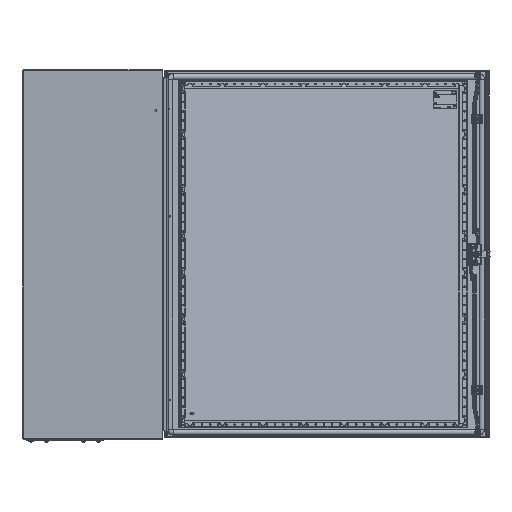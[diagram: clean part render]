
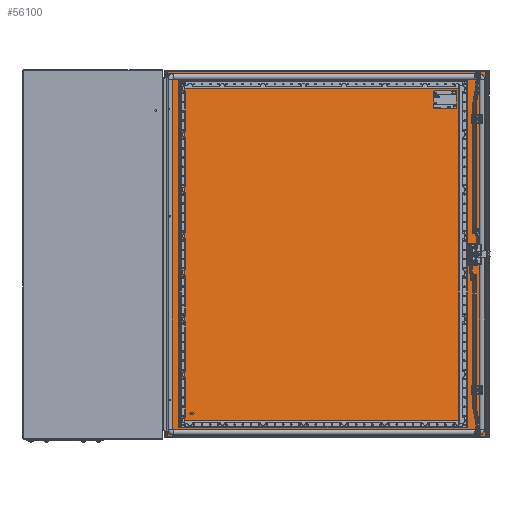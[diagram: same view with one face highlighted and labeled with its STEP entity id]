
A CAD part, left-side view. The second image highlights one B-rep face of the part: STEP entity #56100.
In plain terms, the highlighted face is planar.
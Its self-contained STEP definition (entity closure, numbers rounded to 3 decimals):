
#1828=LINE('',#81226,#5470);
#1831=LINE('',#81232,#5473);
#1833=LINE('',#81236,#5475);
#1835=LINE('',#81240,#5477);
#1839=LINE('',#81353,#5481);
#1867=LINE('',#81577,#5509);
#1873=LINE('',#81756,#5515);
#1879=LINE('',#81935,#5521);
#5470=VECTOR('',#68077,1000.);
#5473=VECTOR('',#68082,1000.);
#5475=VECTOR('',#68086,1000.);
#5477=VECTOR('',#68090,1000.);
#5481=VECTOR('',#68102,1000.);
#5509=VECTOR('',#68146,1000.);
#5515=VECTOR('',#68158,1000.);
#5521=VECTOR('',#68170,1000.);
#13432=ORIENTED_EDGE('',*,*,#23437,.T.);
#13433=ORIENTED_EDGE('',*,*,#23486,.T.);
#13434=ORIENTED_EDGE('',*,*,#23444,.T.);
#13435=ORIENTED_EDGE('',*,*,#23476,.F.);
#13436=ORIENTED_EDGE('',*,*,#23496,.F.);
#13437=ORIENTED_EDGE('',*,*,#23429,.F.);
#13438=ORIENTED_EDGE('',*,*,#23436,.F.);
#13439=ORIENTED_EDGE('',*,*,#23434,.F.);
#13440=ORIENTED_EDGE('',*,*,#23432,.F.);
#23429=EDGE_CURVE('',#28940,#28941,#1828,.T.);
#23432=EDGE_CURVE('',#28941,#28942,#1831,.T.);
#23434=EDGE_CURVE('',#28942,#28943,#1833,.T.);
#23436=EDGE_CURVE('',#28943,#28940,#1835,.T.);
#23437=EDGE_CURVE('',#28945,#28945,#32777,.T.);
#23444=EDGE_CURVE('',#28948,#28950,#1839,.T.);
#23476=EDGE_CURVE('',#28968,#28950,#1867,.T.);
#23486=EDGE_CURVE('',#28971,#28948,#1873,.T.);
#23496=EDGE_CURVE('',#28971,#28968,#1879,.T.);
#28940=VERTEX_POINT('',#81227);
#28941=VERTEX_POINT('',#81228);
#28942=VERTEX_POINT('',#81233);
#28943=VERTEX_POINT('',#81237);
#28945=VERTEX_POINT('',#81244);
#28948=VERTEX_POINT('',#81328);
#28950=VERTEX_POINT('',#81354);
#28968=VERTEX_POINT('',#81556);
#28971=VERTEX_POINT('',#81722);
#32777=CIRCLE('',#60076,0.5);
#35442=EDGE_LOOP('',(#13432));
#35443=EDGE_LOOP('',(#13433,#13434,#13435,#13436));
#35444=EDGE_LOOP('',(#13437,#13438,#13439,#13440));
#39535=FACE_BOUND('',#35442,.T.);
#39536=FACE_BOUND('',#35443,.T.);
#39537=FACE_BOUND('',#35444,.T.);
#42614=PLANE('',#60097);
#56100=ADVANCED_FACE('',(#39535,#39536,#39537),#42614,.F.);
#60076=AXIS2_PLACEMENT_3D('',#81243,#68093,#68094);
#60097=AXIS2_PLACEMENT_3D('',#82013,#68183,#68184);
#68077=DIRECTION('',(0.,1.,0.));
#68082=DIRECTION('',(-1.,0.,0.));
#68086=DIRECTION('',(0.,-1.,0.));
#68090=DIRECTION('',(1.,0.,0.));
#68093=DIRECTION('',(0.,0.,-1.));
#68094=DIRECTION('',(0.,1.,0.));
#68102=DIRECTION('',(0.,1.,0.));
#68146=DIRECTION('',(1.,0.,0.));
#68158=DIRECTION('',(1.,0.,0.));
#68170=DIRECTION('',(0.,1.,0.));
#68183=DIRECTION('',(0.,0.,-1.));
#68184=DIRECTION('',(-1.,0.,0.));
#81226=CARTESIAN_POINT('',(25.,0.,1.5));
#81227=CARTESIAN_POINT('',(25.,-465.5,1.5));
#81228=CARTESIAN_POINT('',(25.,-440.5,1.5));
#81232=CARTESIAN_POINT('',(0.,-440.5,1.5));
#81233=CARTESIAN_POINT('',(-25.,-440.5,1.5));
#81236=CARTESIAN_POINT('',(-25.,0.,1.5));
#81237=CARTESIAN_POINT('',(-25.,-465.5,1.5));
#81240=CARTESIAN_POINT('',(0.,-465.5,1.5));
#81243=CARTESIAN_POINT('',(-367.,-463.4,1.5));
#81244=CARTESIAN_POINT('',(-367.,-462.9,1.5));
#81328=CARTESIAN_POINT('',(494.5,-494.2,1.5));
#81353=CARTESIAN_POINT('',(494.5,494.2,1.5));
#81354=CARTESIAN_POINT('',(494.501,494.201,1.5));
#81556=CARTESIAN_POINT('',(-494.501,494.201,1.5));
#81577=CARTESIAN_POINT('',(-494.5,494.2,1.5));
#81722=CARTESIAN_POINT('',(-494.5,-494.2,1.5));
#81756=CARTESIAN_POINT('',(494.5,-494.2,1.5));
#81935=CARTESIAN_POINT('',(-494.5,-494.2,1.5));
#82013=CARTESIAN_POINT('',(0.,0.,1.5));
